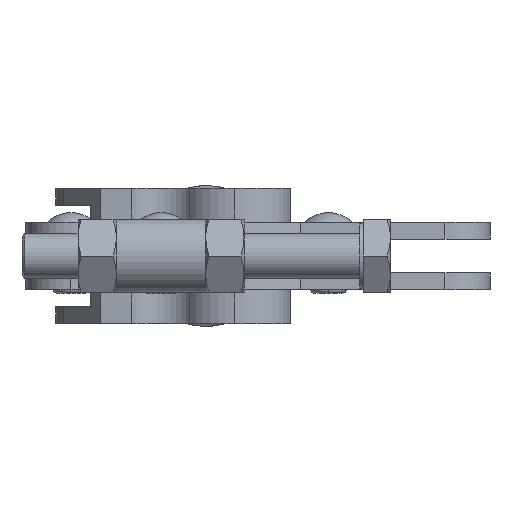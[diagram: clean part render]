
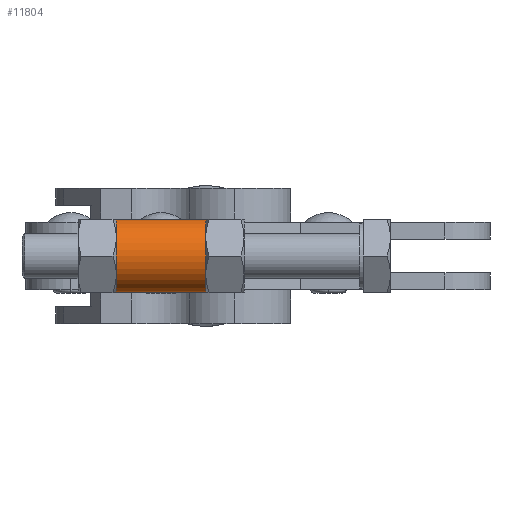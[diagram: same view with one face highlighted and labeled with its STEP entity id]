
A CAD part, left-side view. The second image highlights one B-rep face of the part: STEP entity #11804.
In plain terms, the highlighted cylindrical face has radius 6.55 mm (diameter 13.1 mm), a partial arc.
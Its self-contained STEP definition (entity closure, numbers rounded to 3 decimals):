
#268 = CIRCLE ( 'NONE', #4756, 6.55 ) ;
#485 = DIRECTION ( 'NONE',  ( 0., 0., -1. ) ) ;
#574 = ORIENTED_EDGE ( 'NONE', *, *, #816, .F. ) ;
#791 = VERTEX_POINT ( 'NONE', #2316 ) ;
#816 = EDGE_CURVE ( 'NONE', #791, #2959, #6761, .T. ) ;
#1334 = CARTESIAN_POINT ( 'NONE',  ( -146.21, 50.7, 6.55 ) ) ;
#1341 = CARTESIAN_POINT ( 'NONE',  ( -146.21, 50.7, 0. ) ) ;
#1526 = CIRCLE ( 'NONE', #9357, 6.55 ) ;
#1732 = EDGE_CURVE ( 'NONE', #11938, #6023, #7668, .T. ) ;
#2316 = CARTESIAN_POINT ( 'NONE',  ( -146.21, 50.7, 6.55 ) ) ;
#2822 = FACE_OUTER_BOUND ( 'NONE', #7272, .T. ) ;
#2959 = VERTEX_POINT ( 'NONE', #10202 ) ;
#3455 = ORIENTED_EDGE ( 'NONE', *, *, #1732, .T. ) ;
#3703 = CARTESIAN_POINT ( 'NONE',  ( -146.21, 34.8, -6.55 ) ) ;
#4110 = CYLINDRICAL_SURFACE ( 'NONE', #8632, 6.55 ) ;
#4747 = CARTESIAN_POINT ( 'NONE',  ( -146.21, 34.8, 0. ) ) ;
#4756 = AXIS2_PLACEMENT_3D ( 'NONE', #5116, #11878, #6032 ) ;
#4881 = VECTOR ( 'NONE', #5572, 1000. ) ;
#5116 = CARTESIAN_POINT ( 'NONE',  ( -146.21, 50.7, 0. ) ) ;
#5572 = DIRECTION ( 'NONE',  ( 0., -1., 0. ) ) ;
#5668 = DIRECTION ( 'NONE',  ( 1., 0., 0. ) ) ;
#6023 = VERTEX_POINT ( 'NONE', #3703 ) ;
#6032 = DIRECTION ( 'NONE',  ( 1., 0., 0. ) ) ;
#6761 = LINE ( 'NONE', #1334, #9346 ) ;
#7254 = ORIENTED_EDGE ( 'NONE', *, *, #7408, .F. ) ;
#7272 = EDGE_LOOP ( 'NONE', ( #574, #7254, #3455, #8993 ) ) ;
#7408 = EDGE_CURVE ( 'NONE', #11938, #791, #268, .T. ) ;
#7668 = LINE ( 'NONE', #11123, #4881 ) ;
#7705 = EDGE_CURVE ( 'NONE', #6023, #2959, #1526, .T. ) ;
#8632 = AXIS2_PLACEMENT_3D ( 'NONE', #1341, #8778, #485 ) ;
#8778 = DIRECTION ( 'NONE',  ( 0., -1., 0. ) ) ;
#8993 = ORIENTED_EDGE ( 'NONE', *, *, #7705, .T. ) ;
#9065 = CARTESIAN_POINT ( 'NONE',  ( -146.21, 50.7, -6.55 ) ) ;
#9346 = VECTOR ( 'NONE', #9458, 1000. ) ;
#9357 = AXIS2_PLACEMENT_3D ( 'NONE', #4747, #11481, #5668 ) ;
#9458 = DIRECTION ( 'NONE',  ( 0., -1., 0. ) ) ;
#10202 = CARTESIAN_POINT ( 'NONE',  ( -146.21, 34.8, 6.55 ) ) ;
#11123 = CARTESIAN_POINT ( 'NONE',  ( -146.21, 50.7, -6.55 ) ) ;
#11481 = DIRECTION ( 'NONE',  ( 0., 1., 0. ) ) ;
#11804 = ADVANCED_FACE ( 'NONE', ( #2822 ), #4110, .T. ) ;
#11878 = DIRECTION ( 'NONE',  ( 0., 1., 0. ) ) ;
#11938 = VERTEX_POINT ( 'NONE', #9065 ) ;
